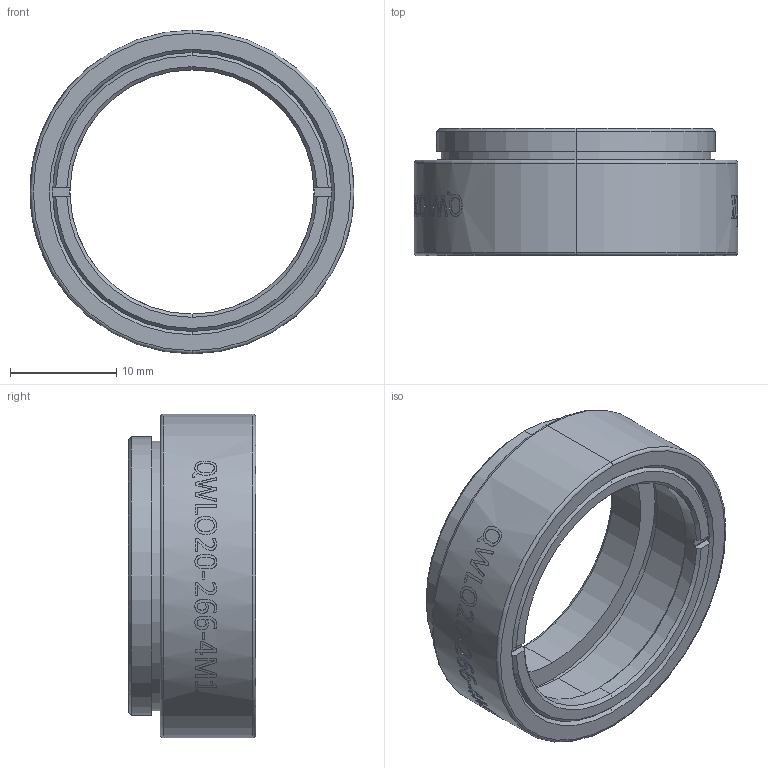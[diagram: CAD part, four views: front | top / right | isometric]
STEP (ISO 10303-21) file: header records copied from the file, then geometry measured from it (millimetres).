
FILE_DESCRIPTION (( 'STEP AP203' ), '1' );
FILE_NAME ('QWLO20-266-4M1.STEP', '2025-08-27T02:42:03', ( '' ), ( '' ), 'SwSTEP 2.0', 'SolidWorks 2020', '' );
FILE_SCHEMA (( 'CONFIG_CONTROL_DESIGN' ));
Length unit declared in the file: millimetre
Products named in the file (1): QWLO20-266-4M1
Bounding box: 30.5 x 12 x 30.5 mm (x, y, z)
Volume: 2296.2 mm3; surface area: 3277.9 mm2
Topology: 2 solids, 2 shells, 431 faces, 1166 edges, 772 vertices
Faces by surface type: bspline 287, plane 74, cylinder 50, cone 14, torus 6
Entity records: 28525 total; most frequent: CARTESIAN_POINT 20125, ORIENTED_EDGE 2332, EDGE_CURVE 1166, B_SPLINE_CURVE_WITH_KNOTS 916, VERTEX_POINT 772, DIRECTION 688, EDGE_LOOP 468, FACE_OUTER_BOUND 431
